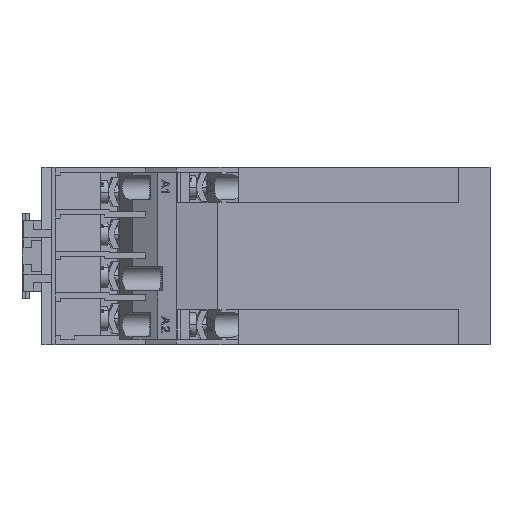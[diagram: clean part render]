
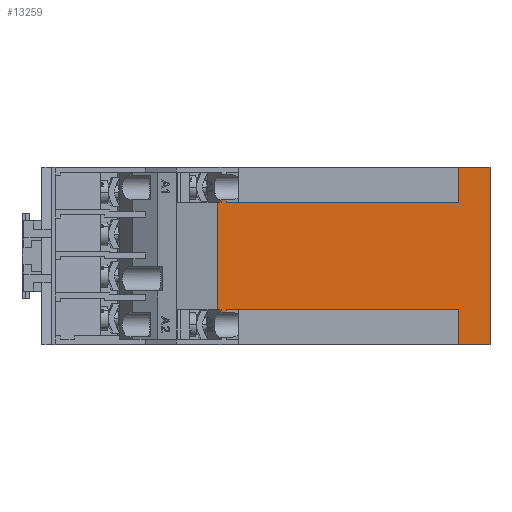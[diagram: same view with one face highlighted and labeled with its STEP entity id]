
A CAD part, left-side view. The second image highlights one B-rep face of the part: STEP entity #13259.
In plain terms, the highlighted planar face has unit normal (-1, 0, 0).
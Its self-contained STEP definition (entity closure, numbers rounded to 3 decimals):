
#455 = LINE ( 'NONE', #30799, #48716 ) ;
#697 = LINE ( 'NONE', #50629, #59551 ) ;
#817 = DIRECTION ( 'NONE',  ( 0., 0., 1. ) ) ;
#886 = VERTEX_POINT ( 'NONE', #14815 ) ;
#896 = ORIENTED_EDGE ( 'NONE', *, *, #24040, .T. ) ;
#962 = ORIENTED_EDGE ( 'NONE', *, *, #27394, .F. ) ;
#1604 = VERTEX_POINT ( 'NONE', #46771 ) ;
#1738 = ORIENTED_EDGE ( 'NONE', *, *, #27559, .F. ) ;
#1846 = DIRECTION ( 'NONE',  ( 0., 0., 1. ) ) ;
#2426 = VERTEX_POINT ( 'NONE', #32207 ) ;
#2728 = CARTESIAN_POINT ( 'NONE',  ( -37., 62.762, -14.375 ) ) ;
#3155 = ORIENTED_EDGE ( 'NONE', *, *, #27278, .T. ) ;
#4153 = CARTESIAN_POINT ( 'NONE',  ( -37., -5.8, -22.75 ) ) ;
#4683 = VERTEX_POINT ( 'NONE', #20049 ) ;
#5093 = LINE ( 'NONE', #57707, #6559 ) ;
#5399 = VECTOR ( 'NONE', #41527, 1000. ) ;
#6168 = ORIENTED_EDGE ( 'NONE', *, *, #27657, .T. ) ;
#6397 = PLANE ( 'NONE',  #23397 ) ;
#6559 = VECTOR ( 'NONE', #6994, 1000. ) ;
#6994 = DIRECTION ( 'NONE',  ( 0., -1., 0. ) ) ;
#7063 = CARTESIAN_POINT ( 'NONE',  ( -37., 64.2, -13.75 ) ) ;
#7583 = ORIENTED_EDGE ( 'NONE', *, *, #27389, .T. ) ;
#8405 = ORIENTED_EDGE ( 'NONE', *, *, #26366, .F. ) ;
#8857 = DIRECTION ( 'NONE',  ( 0., -1., 0. ) ) ;
#9117 = CARTESIAN_POINT ( 'NONE',  ( -37., 61.9, -7.315 ) ) ;
#10195 = VECTOR ( 'NONE', #17015, 1000. ) ;
#10257 = LINE ( 'NONE', #18111, #58121 ) ;
#10440 = VERTEX_POINT ( 'NONE', #16019 ) ;
#10686 = CARTESIAN_POINT ( 'NONE',  ( -37., 58.8, 13.75 ) ) ;
#11109 = DIRECTION ( 'NONE',  ( 1., 0., 0. ) ) ;
#11223 = ORIENTED_EDGE ( 'NONE', *, *, #26849, .F. ) ;
#11489 = CARTESIAN_POINT ( 'NONE',  ( -37., 61.9, 14.453 ) ) ;
#12811 = ORIENTED_EDGE ( 'NONE', *, *, #27741, .T. ) ;
#13209 = CARTESIAN_POINT ( 'NONE',  ( -37., 2.2, -13.75 ) ) ;
#13259 = ADVANCED_FACE ( 'NONE', ( #35618 ), #6397, .F. ) ;
#13377 = DIRECTION ( 'NONE',  ( 0., 0., -1. ) ) ;
#13471 = CARTESIAN_POINT ( 'NONE',  ( -37., 63.2, 7.315 ) ) ;
#13500 = VERTEX_POINT ( 'NONE', #54356 ) ;
#13904 = VECTOR ( 'NONE', #43411, 1000. ) ;
#14235 = DIRECTION ( 'NONE',  ( 0., 0., -1. ) ) ;
#14815 = CARTESIAN_POINT ( 'NONE',  ( -37., 2.2, 22.75 ) ) ;
#15627 = ORIENTED_EDGE ( 'NONE', *, *, #27386, .T. ) ;
#16019 = CARTESIAN_POINT ( 'NONE',  ( -37., 61.9, -13.75 ) ) ;
#16073 = LINE ( 'NONE', #48800, #51713 ) ;
#16194 = CARTESIAN_POINT ( 'NONE',  ( -37., 62.327, 14.401 ) ) ;
#16642 = EDGE_LOOP ( 'NONE', ( #896, #54804, #11223, #3155, #15627, #7583, #962, #56271, #1738, #51322, #6168, #27547, #8405, #33452, #12811, #35669 ) ) ;
#16673 =( BOUNDED_CURVE ( )  B_SPLINE_CURVE ( 3, ( #21638, #2728, #26369, #58551 ),
 .UNSPECIFIED., .F., .T. ) 
 B_SPLINE_CURVE_WITH_KNOTS ( ( 4, 4 ),
 ( 1.571, 1.79 ),
 .UNSPECIFIED. ) 
 CURVE ( )  GEOMETRIC_REPRESENTATION_ITEM ( )  RATIONAL_B_SPLINE_CURVE ( ( 1., 0.996, 0.996, 1. ) ) 
 REPRESENTATION_ITEM ( '' )  );
#17015 = DIRECTION ( 'NONE',  ( 0., 1., 0. ) ) ;
#17637 = VECTOR ( 'NONE', #31713, 1000. ) ;
#17875 = LINE ( 'NONE', #13471, #5399 ) ;
#18111 = CARTESIAN_POINT ( 'NONE',  ( -37., -5.8, 22.75 ) ) ;
#18320 = DIRECTION ( 'NONE',  ( 0., 0., -1. ) ) ;
#20049 = CARTESIAN_POINT ( 'NONE',  ( -37., 64.2, 13.75 ) ) ;
#20951 = CARTESIAN_POINT ( 'NONE',  ( -37., 62.762, 14.375 ) ) ;
#21638 = CARTESIAN_POINT ( 'NONE',  ( -37., 63.2, -14.375 ) ) ;
#23397 = AXIS2_PLACEMENT_3D ( 'NONE', #39010, #11109, #43813 ) ;
#23461 = LINE ( 'NONE', #9117, #58815 ) ;
#24040 = EDGE_CURVE ( 'NONE', #58771, #25928, #455, .T. ) ;
#24203 = LINE ( 'NONE', #35754, #10195 ) ;
#24963 = LINE ( 'NONE', #29036, #49641 ) ;
#25928 = VERTEX_POINT ( 'NONE', #60056 ) ;
#26366 = EDGE_CURVE ( 'NONE', #58999, #50479, #17875, .T. ) ;
#26369 = CARTESIAN_POINT ( 'NONE',  ( -37., 62.327, -14.401 ) ) ;
#26849 = EDGE_CURVE ( 'NONE', #10440, #1604, #23461, .T. ) ;
#27195 = EDGE_CURVE ( 'NONE', #25928, #1604, #16673, .T. ) ;
#27278 = EDGE_CURVE ( 'NONE', #10440, #30339, #53197, .T. ) ;
#27386 = EDGE_CURVE ( 'NONE', #30339, #30399, #697, .T. ) ;
#27389 = EDGE_CURVE ( 'NONE', #30399, #47070, #36728, .T. ) ;
#27394 = EDGE_CURVE ( 'NONE', #56961, #47070, #10257, .T. ) ;
#27478 = EDGE_CURVE ( 'NONE', #886, #56961, #30871, .T. ) ;
#27547 = ORIENTED_EDGE ( 'NONE', *, *, #27727, .T. ) ;
#27559 = EDGE_CURVE ( 'NONE', #50594, #886, #24963, .T. ) ;
#27581 = EDGE_CURVE ( 'NONE', #2426, #50594, #60213, .T. ) ;
#27657 = EDGE_CURVE ( 'NONE', #2426, #13500, #43876, .T. ) ;
#27727 = EDGE_CURVE ( 'NONE', #13500, #50479, #55301, .T. ) ;
#27735 = EDGE_CURVE ( 'NONE', #4683, #58999, #5093, .T. ) ;
#27741 = EDGE_CURVE ( 'NONE', #4683, #39920, #16073, .T. ) ;
#27837 = EDGE_CURVE ( 'NONE', #58771, #39920, #24203, .T. ) ;
#29036 = CARTESIAN_POINT ( 'NONE',  ( -37., 2.2, 13.75 ) ) ;
#30017 = CARTESIAN_POINT ( 'NONE',  ( -37., 61.9, 7.315 ) ) ;
#30339 = VERTEX_POINT ( 'NONE', #13209 ) ;
#30399 = VERTEX_POINT ( 'NONE', #32348 ) ;
#30799 = CARTESIAN_POINT ( 'NONE',  ( -37., 63.2, -7.315 ) ) ;
#30871 = LINE ( 'NONE', #32944, #41746 ) ;
#31713 = DIRECTION ( 'NONE',  ( 0., -1., 0. ) ) ;
#32207 = CARTESIAN_POINT ( 'NONE',  ( -37., 61.9, 13.75 ) ) ;
#32348 = CARTESIAN_POINT ( 'NONE',  ( -37., 2.2, -22.75 ) ) ;
#32944 = CARTESIAN_POINT ( 'NONE',  ( -37., -5.8, 22.75 ) ) ;
#33082 = VECTOR ( 'NONE', #1846, 1000. ) ;
#33452 = ORIENTED_EDGE ( 'NONE', *, *, #27735, .F. ) ;
#35170 = CARTESIAN_POINT ( 'NONE',  ( -37., -5.8, 22.75 ) ) ;
#35291 = VECTOR ( 'NONE', #8857, 1000. ) ;
#35618 = FACE_OUTER_BOUND ( 'NONE', #16642, .T. ) ;
#35669 = ORIENTED_EDGE ( 'NONE', *, *, #27837, .F. ) ;
#35754 = CARTESIAN_POINT ( 'NONE',  ( -37., -5.8, -13.75 ) ) ;
#36387 = CARTESIAN_POINT ( 'NONE',  ( -37., 2.2, 13.75 ) ) ;
#36728 = LINE ( 'NONE', #4153, #35291 ) ;
#39010 = CARTESIAN_POINT ( 'NONE',  ( -37., -5.8, 22.75 ) ) ;
#39793 = DIRECTION ( 'NONE',  ( 0., 0., -1. ) ) ;
#39920 = VERTEX_POINT ( 'NONE', #7063 ) ;
#41527 = DIRECTION ( 'NONE',  ( 0., 0., 1. ) ) ;
#41746 = VECTOR ( 'NONE', #60279, 1000. ) ;
#43411 = DIRECTION ( 'NONE',  ( 0., -1., 0. ) ) ;
#43813 = DIRECTION ( 'NONE',  ( 0., 1., 0. ) ) ;
#43876 = LINE ( 'NONE', #30017, #33082 ) ;
#46771 = CARTESIAN_POINT ( 'NONE',  ( -37., 61.9, -14.453 ) ) ;
#47070 = VERTEX_POINT ( 'NONE', #55441 ) ;
#48716 = VECTOR ( 'NONE', #58254, 1000. ) ;
#48800 = CARTESIAN_POINT ( 'NONE',  ( -37., 64.2, 22.75 ) ) ;
#49641 = VECTOR ( 'NONE', #817, 1000. ) ;
#50479 = VERTEX_POINT ( 'NONE', #53198 ) ;
#50594 = VERTEX_POINT ( 'NONE', #36387 ) ;
#50629 = CARTESIAN_POINT ( 'NONE',  ( -37., 2.2, -13.75 ) ) ;
#51322 = ORIENTED_EDGE ( 'NONE', *, *, #27581, .F. ) ;
#51713 = VECTOR ( 'NONE', #39793, 1000. ) ;
#53197 = LINE ( 'NONE', #59139, #17637 ) ;
#53198 = CARTESIAN_POINT ( 'NONE',  ( -37., 63.2, 14.375 ) ) ;
#53350 = CARTESIAN_POINT ( 'NONE',  ( -37., 63.2, 14.375 ) ) ;
#53518 = CARTESIAN_POINT ( 'NONE',  ( -37., 63.2, 13.75 ) ) ;
#54356 = CARTESIAN_POINT ( 'NONE',  ( -37., 61.9, 14.453 ) ) ;
#54804 = ORIENTED_EDGE ( 'NONE', *, *, #27195, .T. ) ;
#55301 =( BOUNDED_CURVE ( )  B_SPLINE_CURVE ( 3, ( #11489, #16194, #20951, #53350 ),
 .UNSPECIFIED., .F., .T. ) 
 B_SPLINE_CURVE_WITH_KNOTS ( ( 4, 4 ),
 ( 4.493, 4.712 ),
 .UNSPECIFIED. ) 
 CURVE ( )  GEOMETRIC_REPRESENTATION_ITEM ( )  RATIONAL_B_SPLINE_CURVE ( ( 1., 0.996, 0.996, 1. ) ) 
 REPRESENTATION_ITEM ( '' )  );
#55441 = CARTESIAN_POINT ( 'NONE',  ( -37., -5.8, -22.75 ) ) ;
#56271 = ORIENTED_EDGE ( 'NONE', *, *, #27478, .F. ) ;
#56961 = VERTEX_POINT ( 'NONE', #35170 ) ;
#57707 = CARTESIAN_POINT ( 'NONE',  ( -37., -5.8, 13.75 ) ) ;
#58121 = VECTOR ( 'NONE', #18320, 1000. ) ;
#58254 = DIRECTION ( 'NONE',  ( 0., 0., -1. ) ) ;
#58551 = CARTESIAN_POINT ( 'NONE',  ( -37., 61.9, -14.453 ) ) ;
#58771 = VERTEX_POINT ( 'NONE', #59852 ) ;
#58815 = VECTOR ( 'NONE', #14235, 1000. ) ;
#58999 = VERTEX_POINT ( 'NONE', #53518 ) ;
#59139 = CARTESIAN_POINT ( 'NONE',  ( -37., 58.8, -13.75 ) ) ;
#59551 = VECTOR ( 'NONE', #13377, 1000. ) ;
#59852 = CARTESIAN_POINT ( 'NONE',  ( -37., 63.2, -13.75 ) ) ;
#60056 = CARTESIAN_POINT ( 'NONE',  ( -37., 63.2, -14.375 ) ) ;
#60213 = LINE ( 'NONE', #10686, #13904 ) ;
#60279 = DIRECTION ( 'NONE',  ( 0., -1., 0. ) ) ;
